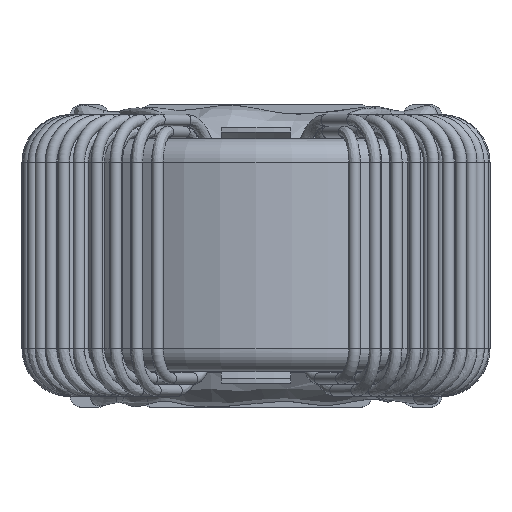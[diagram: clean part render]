
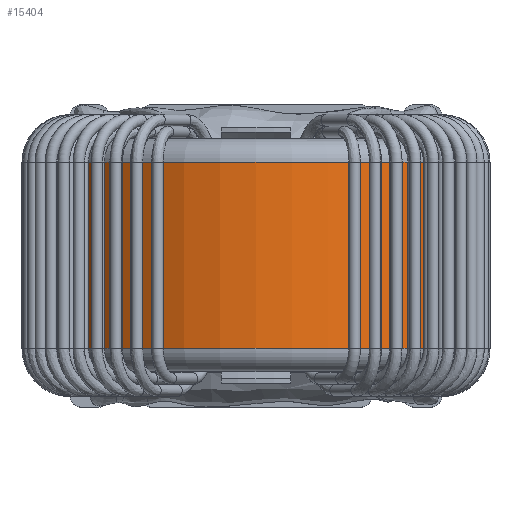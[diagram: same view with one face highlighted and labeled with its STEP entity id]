
A CAD part, top view. The second image highlights one B-rep face of the part: STEP entity #15404.
In plain terms, the highlighted cylindrical face has radius 9 mm (diameter 18 mm), a full revolution.
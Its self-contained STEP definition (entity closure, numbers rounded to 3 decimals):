
#2299=ORIENTED_EDGE('',*,*,#4301,.T.);
#2300=ORIENTED_EDGE('',*,*,#4302,.T.);
#4301=EDGE_CURVE('',#5383,#5383,#6119,.T.);
#4302=EDGE_CURVE('',#5384,#5384,#6120,.F.);
#5383=VERTEX_POINT('',#29056);
#5384=VERTEX_POINT('',#29058);
#6119=CIRCLE('',#16345,9.);
#6120=CIRCLE('',#16346,9.);
#6969=EDGE_LOOP('',(#2299));
#6970=EDGE_LOOP('',(#2300));
#8361=FACE_BOUND('',#6969,.T.);
#8362=FACE_BOUND('',#6970,.T.);
#9606=CYLINDRICAL_SURFACE('',#16344,9.);
#15404=ADVANCED_FACE('',(#8361,#8362),#9606,.T.);
#16344=AXIS2_PLACEMENT_3D('',#29054,#18259,#18260);
#16345=AXIS2_PLACEMENT_3D('',#29055,#18261,#18262);
#16346=AXIS2_PLACEMENT_3D('',#29057,#18263,#18264);
#18259=DIRECTION('',(0.,1.,0.));
#18260=DIRECTION('',(0.,0.,1.));
#18261=DIRECTION('',(0.,1.,0.));
#18262=DIRECTION('',(0.,0.,1.));
#18263=DIRECTION('',(0.,1.,0.));
#18264=DIRECTION('',(0.,0.,1.));
#29054=CARTESIAN_POINT('',(0.,-5.,9.1));
#29055=CARTESIAN_POINT('',(0.,-4.,9.1));
#29056=CARTESIAN_POINT('',(0.,-4.,18.1));
#29057=CARTESIAN_POINT('',(0.,4.,9.1));
#29058=CARTESIAN_POINT('',(0.,4.,18.1));
